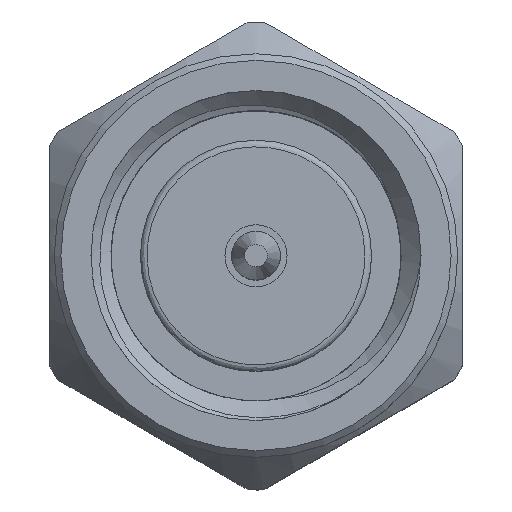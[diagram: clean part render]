
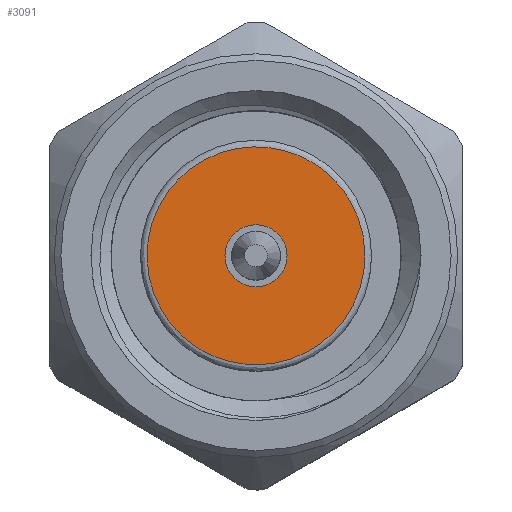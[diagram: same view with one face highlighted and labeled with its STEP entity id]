
A CAD part, top view. The second image highlights one B-rep face of the part: STEP entity #3091.
In plain terms, the highlighted planar face has unit normal (0, 0, 1).
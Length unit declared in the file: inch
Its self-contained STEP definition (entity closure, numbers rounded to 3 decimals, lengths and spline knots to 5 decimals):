
#189 = VERTEX_POINT ( 'NONE', #3540 ) ;
#328 = FACE_BOUND ( 'NONE', #3845, .T. ) ;
#388 = AXIS2_PLACEMENT_3D ( 'NONE', #4964, #2842, #4168 ) ;
#728 = CARTESIAN_POINT ( 'NONE',  ( 0.15395, -0.10164, -0.008 ) ) ;
#783 = PLANE ( 'NONE',  #5205 ) ;
#1080 = ORIENTED_EDGE ( 'NONE', *, *, #2690, .F. ) ;
#1188 = CIRCLE ( 'NONE', #388, 0.0235 ) ;
#1343 = VERTEX_POINT ( 'NONE', #4297 ) ;
#1533 = EDGE_LOOP ( 'NONE', ( #5324, #1080 ) ) ;
#2013 = CARTESIAN_POINT ( 'NONE',  ( -0.07145, -0.04125, -0.008 ) ) ;
#2036 = FACE_OUTER_BOUND ( 'NONE', #1533, .T. ) ;
#2197 = ORIENTED_EDGE ( 'NONE', *, *, #3940, .F. ) ;
#2380 =( BOUNDED_CURVE ( )  B_SPLINE_CURVE ( 3, ( #3005, #3344, #5165, #5106 ),
 .UNSPECIFIED., .F., .F. ) 
 B_SPLINE_CURVE_WITH_KNOTS ( ( 4, 4 ),
 ( 0., 1. ),
 .UNSPECIFIED. ) 
 CURVE ( )  GEOMETRIC_REPRESENTATION_ITEM ( )  RATIONAL_B_SPLINE_CURVE ( ( 1., 0.333, 0.333, 1. ) ) 
 REPRESENTATION_ITEM ( '' )  );
#2690 = EDGE_CURVE ( 'NONE', #5495, #189, #2380, .T. ) ;
#2842 = DIRECTION ( 'NONE',  ( 0., 0., 1. ) ) ;
#2912 = EDGE_CURVE ( 'NONE', #189, #5495, #4078, .T. ) ;
#3005 = CARTESIAN_POINT ( 'NONE',  ( -0.07145, -0.04125, -0.008 ) ) ;
#3091 = ADVANCED_FACE ( 'NONE', ( #328, #2036 ), #783, .F. ) ;
#3284 = CARTESIAN_POINT ( 'NONE',  ( 0.01105, -0.18414, -0.008 ) ) ;
#3344 = CARTESIAN_POINT ( 'NONE',  ( -0.15395, 0.10164, -0.008 ) ) ;
#3540 = CARTESIAN_POINT ( 'NONE',  ( 0.07145, 0.04125, -0.008 ) ) ;
#3728 = CARTESIAN_POINT ( 'NONE',  ( 0., 0., -0.008 ) ) ;
#3845 = EDGE_LOOP ( 'NONE', ( #2197 ) ) ;
#3940 = EDGE_CURVE ( 'NONE', #1343, #1343, #1188, .T. ) ;
#4078 =( BOUNDED_CURVE ( )  B_SPLINE_CURVE ( 3, ( #4909, #728, #3284, #2013 ),
 .UNSPECIFIED., .F., .F. ) 
 B_SPLINE_CURVE_WITH_KNOTS ( ( 4, 4 ),
 ( 0., 1. ),
 .UNSPECIFIED. ) 
 CURVE ( )  GEOMETRIC_REPRESENTATION_ITEM ( )  RATIONAL_B_SPLINE_CURVE ( ( 1., 0.333, 0.333, 1. ) ) 
 REPRESENTATION_ITEM ( '' )  );
#4079 = CARTESIAN_POINT ( 'NONE',  ( -0.07145, -0.04125, -0.008 ) ) ;
#4168 = DIRECTION ( 'NONE',  ( 0.866, 0.5, 0. ) ) ;
#4297 = CARTESIAN_POINT ( 'NONE',  ( 0.02035, 0.01175, -0.008 ) ) ;
#4909 = CARTESIAN_POINT ( 'NONE',  ( 0.07145, 0.04125, -0.008 ) ) ;
#4964 = CARTESIAN_POINT ( 'NONE',  ( 0., 0., -0.008 ) ) ;
#5018 = DIRECTION ( 'NONE',  ( 0.866, 0.5, 0. ) ) ;
#5106 = CARTESIAN_POINT ( 'NONE',  ( 0.07145, 0.04125, -0.008 ) ) ;
#5165 = CARTESIAN_POINT ( 'NONE',  ( -0.01105, 0.18414, -0.008 ) ) ;
#5205 = AXIS2_PLACEMENT_3D ( 'NONE', #3728, #5430, #5018 ) ;
#5324 = ORIENTED_EDGE ( 'NONE', *, *, #2912, .F. ) ;
#5430 = DIRECTION ( 'NONE',  ( 0., 0., -1. ) ) ;
#5495 = VERTEX_POINT ( 'NONE', #4079 ) ;
